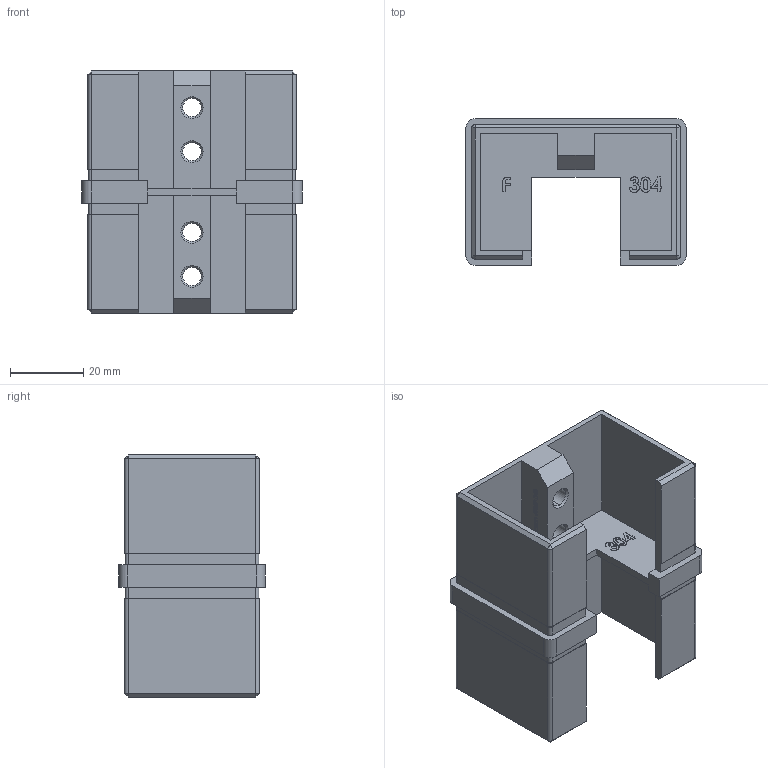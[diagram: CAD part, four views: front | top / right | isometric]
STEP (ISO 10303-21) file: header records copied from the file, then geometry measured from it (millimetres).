
FILE_DESCRIPTION (( 'STEP AP203' ), '1' );
FILE_NAME ('60339-240.STEP', '2020-11-25T14:00:58', ( '' ), ( '' ), 'SwSTEP 2.0', 'SolidWorks 2018', '' );
FILE_SCHEMA (( 'CONFIG_CONTROL_DESIGN' ));
Length unit declared in the file: millimetre
Products named in the file (2): 60339-240
Bounding box: 60 x 40 x 66 mm (x, y, z)
Volume: 32427.8 mm3; surface area: 25168.7 mm2
Topology: 1 solids, 1 shells, 432 faces, 1131 edges, 724 vertices
Faces by surface type: plane 237, bspline 143, cylinder 28, cone 24
Entity records: 20996 total; most frequent: CARTESIAN_POINT 11200, ORIENTED_EDGE 2246, DIRECTION 1491, EDGE_CURVE 1123, VECTOR 765, LINE 765, VERTEX_POINT 724, EDGE_LOOP 471
